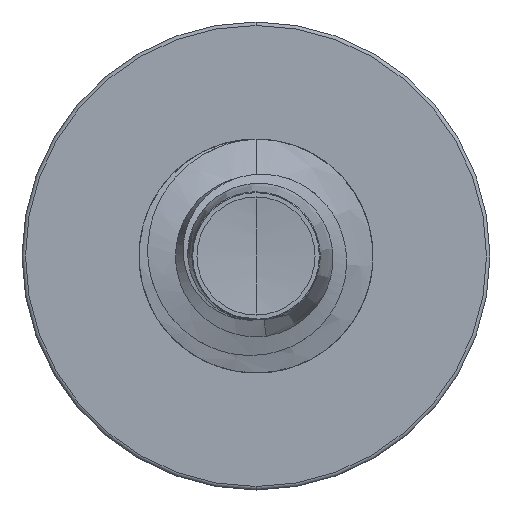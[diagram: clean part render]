
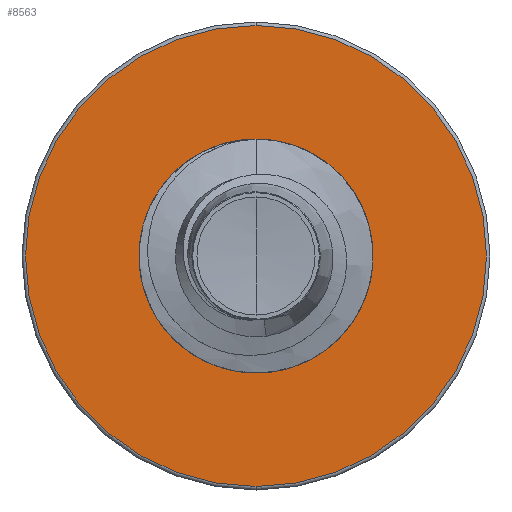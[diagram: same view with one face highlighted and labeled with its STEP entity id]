
A CAD part, front view. The second image highlights one B-rep face of the part: STEP entity #8563.
In plain terms, the highlighted planar face has unit normal (0, -1, 0).
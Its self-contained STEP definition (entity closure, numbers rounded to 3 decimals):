
#315 = AXIS2_PLACEMENT_3D ( 'NONE', #16906, #16904, #16895 ) ;
#319 = AXIS2_PLACEMENT_3D ( 'NONE', #16960, #16946, #16934 ) ;
#352 = AXIS2_PLACEMENT_3D ( 'NONE', #17714, #17705, #17683 ) ;
#535 = AXIS2_PLACEMENT_3D ( 'NONE', #10398, #10382, #10375 ) ;
#1888 = FACE_BOUND ( 'NONE', #2499, .T. ) ;
#2203 = CARTESIAN_POINT ( 'NONE',  ( 0., 11., 1.722 ) ) ;
#2499 = EDGE_LOOP ( 'NONE', ( #5308, #3103 ) ) ;
#3103 = ORIENTED_EDGE ( 'NONE', *, *, #16293, .T. ) ;
#3600 = CIRCLE ( 'NONE', #535, 3.448 ) ;
#3633 = VERTEX_POINT ( 'NONE', #6311 ) ;
#4179 = DIRECTION ( 'NONE',  ( 0., 0., 1. ) ) ;
#4205 = DIRECTION ( 'NONE',  ( 0., 1., 0. ) ) ;
#4270 = CARTESIAN_POINT ( 'NONE',  ( 0., 11., -1.722 ) ) ;
#4418 = PLANE ( 'NONE',  #9943 ) ;
#5308 = ORIENTED_EDGE ( 'NONE', *, *, #16330, .T. ) ;
#5562 = VERTEX_POINT ( 'NONE', #6699 ) ;
#6311 = CARTESIAN_POINT ( 'NONE',  ( 0., 11., -1.722 ) ) ;
#6699 = CARTESIAN_POINT ( 'NONE',  ( 0., 11., -3.447 ) ) ;
#8563 = ADVANCED_FACE ( 'NONE', ( #16884, #1888 ), #4418, .F. ) ;
#9345 = ORIENTED_EDGE ( 'NONE', *, *, #16333, .F. ) ;
#9511 = VERTEX_POINT ( 'NONE', #2203 ) ;
#9943 = AXIS2_PLACEMENT_3D ( 'NONE', #4270, #4205, #4179 ) ;
#10375 = DIRECTION ( 'NONE',  ( 0., 0., 1. ) ) ;
#10382 = DIRECTION ( 'NONE',  ( 0., 1., 0. ) ) ;
#10398 = CARTESIAN_POINT ( 'NONE',  ( 0., 11., 0. ) ) ;
#10666 = CIRCLE ( 'NONE', #315, 3.448 ) ;
#10717 = CARTESIAN_POINT ( 'NONE',  ( 0., 11., 3.448 ) ) ;
#12601 = ORIENTED_EDGE ( 'NONE', *, *, #16183, .F. ) ;
#13919 = CIRCLE ( 'NONE', #319, 1.722 ) ;
#14889 = EDGE_LOOP ( 'NONE', ( #12601, #9345 ) ) ;
#16166 = VERTEX_POINT ( 'NONE', #10717 ) ;
#16183 = EDGE_CURVE ( 'NONE', #16166, #5562, #3600, .T. ) ;
#16293 = EDGE_CURVE ( 'NONE', #3633, #9511, #16461, .T. ) ;
#16330 = EDGE_CURVE ( 'NONE', #9511, #3633, #13919, .T. ) ;
#16333 = EDGE_CURVE ( 'NONE', #5562, #16166, #10666, .T. ) ;
#16461 = CIRCLE ( 'NONE', #352, 1.722 ) ;
#16884 = FACE_OUTER_BOUND ( 'NONE', #14889, .T. ) ;
#16895 = DIRECTION ( 'NONE',  ( 0., 0., 1. ) ) ;
#16904 = DIRECTION ( 'NONE',  ( 0., 1., 0. ) ) ;
#16906 = CARTESIAN_POINT ( 'NONE',  ( 0., 11., 0. ) ) ;
#16934 = DIRECTION ( 'NONE',  ( 0., 0., 1. ) ) ;
#16946 = DIRECTION ( 'NONE',  ( 0., 1., 0. ) ) ;
#16960 = CARTESIAN_POINT ( 'NONE',  ( 0., 11., 0. ) ) ;
#17683 = DIRECTION ( 'NONE',  ( 0., 0., 1. ) ) ;
#17705 = DIRECTION ( 'NONE',  ( 0., 1., 0. ) ) ;
#17714 = CARTESIAN_POINT ( 'NONE',  ( 0., 11., 0. ) ) ;
